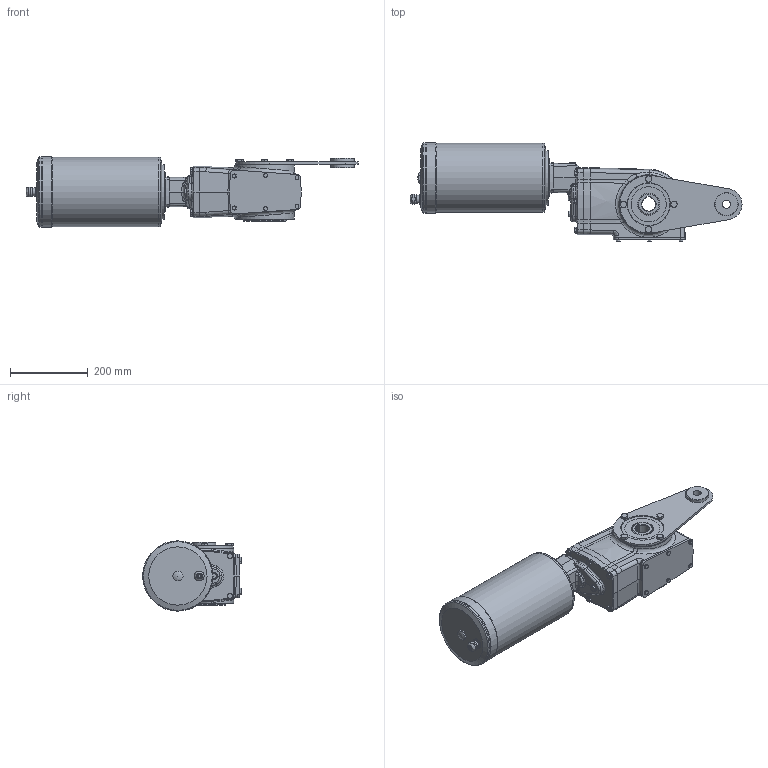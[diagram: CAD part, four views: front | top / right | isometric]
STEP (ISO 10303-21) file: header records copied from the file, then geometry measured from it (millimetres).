
FILE_DESCRIPTION( ( 'Unknown' ), '1' );
FILE_NAME( 'BDF36FDC5C8F915D733C4CC9CFC3283.3d.stp', 'Unknown', ( 'Unknown' ), ( 'Unknown' ), 'PSStep 10.1', 'Unknown', ' ' );
FILE_SCHEMA( ( 'AUTOMOTIVE_DESIGN { 1 0 10303 214 1 1 1 1 }' ) );
Length unit declared in the file: millimetre
Products named in the file (1): X63N
Bounding box: 854.5 x 253.7 x 181 mm (x, y, z)
Volume: 14490399.9 mm3; surface area: 563511.7 mm2
Topology: 1 solids, 22 shells, 941 faces, 2173 edges, 1344 vertices
Faces by surface type: plane 333, cylinder 210, cone 198, bspline 131, torus 58, extrusion 4, revolution 4, sphere 3
Full cylindrical faces by diameter (mm): 6.647 x8, 7 x1, 8 x4, 8.376 x32, 8.9 x6, 9 x8, 10 x4, 11 x4, 11.6 x6, 13 x4, 13.4 x1, 14 x4, 14.6 x4, 16.662 x1, 18 x1, 20 x1, 21 x1, 24 x1, 30 x1, 47 x1, 49 x1, 50 x2, 50.1 x1, 50.2 x1, 57.5 x2, 58 x2, 60 x2, 85 x1, 90 x2, 95 x2
Entity records: 49189 total; most frequent: CARTESIAN_POINT 23095, ORIENTED_EDGE 3620, DIRECTION 3591, EDGE_CURVE 1810, AXIS2_PLACEMENT_3D 1510, EDGE_LOOP 1281, VERTEX_POINT 1247, FACE_OUTER_BOUND 1114
